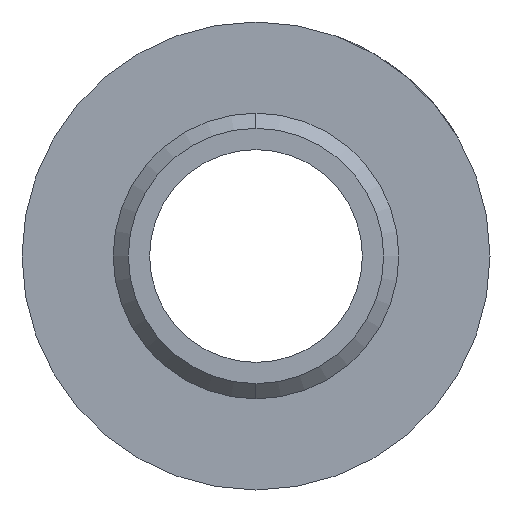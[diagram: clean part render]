
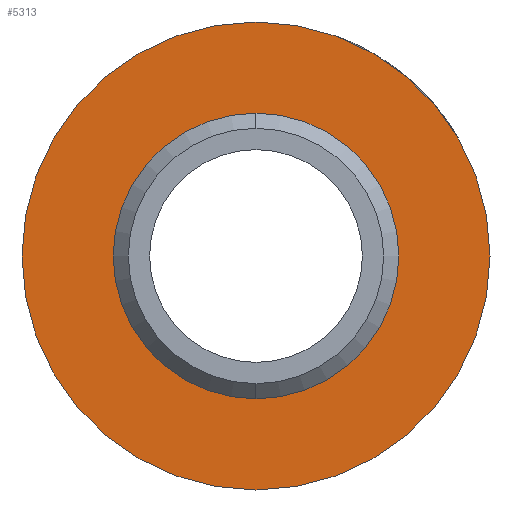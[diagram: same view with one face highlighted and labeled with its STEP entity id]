
A CAD part, left-side view. The second image highlights one B-rep face of the part: STEP entity #5313.
In plain terms, the highlighted planar face has unit normal (-1, 0, 0).
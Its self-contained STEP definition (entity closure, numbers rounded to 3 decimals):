
#121 = CARTESIAN_POINT ( 'NONE',  ( 12., 0., 7.7 ) ) ;
#217 = EDGE_CURVE ( 'NONE', #1685, #3835, #4337, .T. ) ;
#238 = CARTESIAN_POINT ( 'NONE',  ( 12., 0., 0. ) ) ;
#411 = ORIENTED_EDGE ( 'NONE', *, *, #2138, .F. ) ;
#434 = DIRECTION ( 'NONE',  ( -1., 0., 0. ) ) ;
#449 = AXIS2_PLACEMENT_3D ( 'NONE', #5420, #2920, #2453 ) ;
#568 = CARTESIAN_POINT ( 'NONE',  ( 12., 0., 0. ) ) ;
#772 = EDGE_LOOP ( 'NONE', ( #4235, #411 ) ) ;
#814 = CARTESIAN_POINT ( 'NONE',  ( 12., 0., -4.7 ) ) ;
#1111 = FACE_BOUND ( 'NONE', #772, .T. ) ;
#1405 = ORIENTED_EDGE ( 'NONE', *, *, #2612, .T. ) ;
#1472 = DIRECTION ( 'NONE',  ( 0., 0., 1. ) ) ;
#1475 = CARTESIAN_POINT ( 'NONE',  ( 12., 0., 4.7 ) ) ;
#1685 = VERTEX_POINT ( 'NONE', #1475 ) ;
#1871 = AXIS2_PLACEMENT_3D ( 'NONE', #238, #2749, #1919 ) ;
#1919 = DIRECTION ( 'NONE',  ( 0., 0., 1. ) ) ;
#1961 = CIRCLE ( 'NONE', #3908, 7.7 ) ;
#2128 = EDGE_CURVE ( 'NONE', #2437, #3153, #1961, .T. ) ;
#2138 = EDGE_CURVE ( 'NONE', #3835, #1685, #4253, .T. ) ;
#2314 = CIRCLE ( 'NONE', #3643, 7.7 ) ;
#2437 = VERTEX_POINT ( 'NONE', #121 ) ;
#2453 = DIRECTION ( 'NONE',  ( 0., 0., 1. ) ) ;
#2612 = EDGE_CURVE ( 'NONE', #3153, #2437, #2314, .T. ) ;
#2749 = DIRECTION ( 'NONE',  ( -1., 0., 0. ) ) ;
#2782 = CARTESIAN_POINT ( 'NONE',  ( 12., 0., -7.7 ) ) ;
#2920 = DIRECTION ( 'NONE',  ( -1., 0., 0. ) ) ;
#3153 = VERTEX_POINT ( 'NONE', #2782 ) ;
#3480 = CARTESIAN_POINT ( 'NONE',  ( 12., 0., 0. ) ) ;
#3630 = CARTESIAN_POINT ( 'NONE',  ( 12., 0., 0. ) ) ;
#3633 = EDGE_LOOP ( 'NONE', ( #3723, #1405 ) ) ;
#3643 = AXIS2_PLACEMENT_3D ( 'NONE', #3480, #434, #3864 ) ;
#3723 = ORIENTED_EDGE ( 'NONE', *, *, #2128, .T. ) ;
#3835 = VERTEX_POINT ( 'NONE', #814 ) ;
#3864 = DIRECTION ( 'NONE',  ( 0., 0., 1. ) ) ;
#3908 = AXIS2_PLACEMENT_3D ( 'NONE', #568, #4853, #1472 ) ;
#4046 = PLANE ( 'NONE',  #4627 ) ;
#4235 = ORIENTED_EDGE ( 'NONE', *, *, #217, .F. ) ;
#4253 = CIRCLE ( 'NONE', #1871, 4.7 ) ;
#4337 = CIRCLE ( 'NONE', #449, 4.7 ) ;
#4411 = DIRECTION ( 'NONE',  ( -1., 0., 0. ) ) ;
#4627 = AXIS2_PLACEMENT_3D ( 'NONE', #3630, #4411, #5317 ) ;
#4853 = DIRECTION ( 'NONE',  ( -1., 0., 0. ) ) ;
#4907 = FACE_OUTER_BOUND ( 'NONE', #3633, .T. ) ;
#5313 = ADVANCED_FACE ( 'NONE', ( #4907, #1111 ), #4046, .T. ) ;
#5317 = DIRECTION ( 'NONE',  ( 0., 0., 1. ) ) ;
#5420 = CARTESIAN_POINT ( 'NONE',  ( 12., 0., 0. ) ) ;
